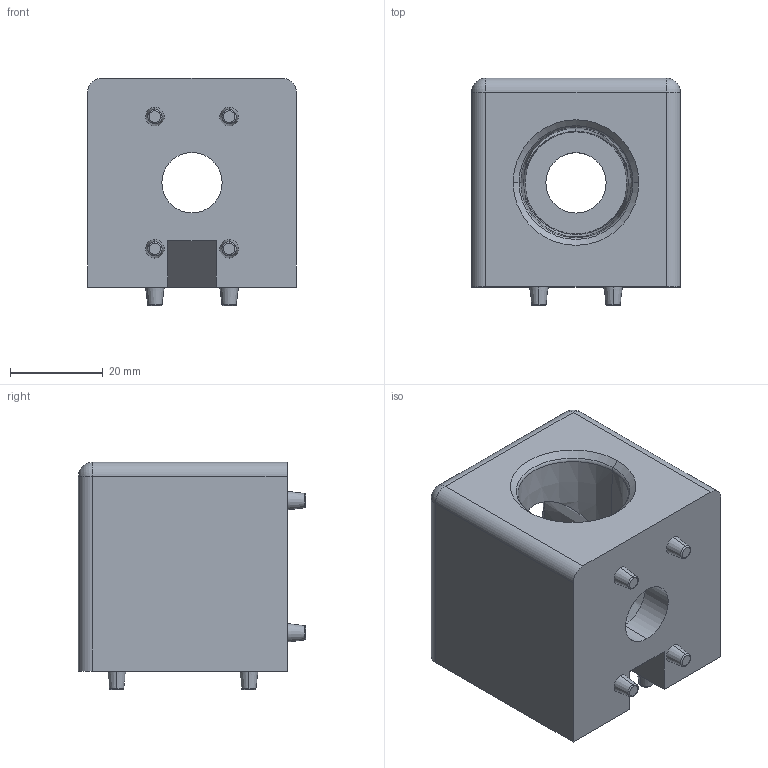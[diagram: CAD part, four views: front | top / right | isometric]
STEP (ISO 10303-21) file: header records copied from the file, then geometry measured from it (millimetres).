
FILE_DESCRIPTION (( 'STEP AP214' ), '1' );
FILE_NAME ('093ww453n10.STEP', '2014-08-21T06:27:44', ( '' ), ( '' ), 'SwSTEP 2.0', 'SolidWorks 2014', '' );
FILE_SCHEMA (( 'AUTOMOTIVE_DESIGN' ));
Length unit declared in the file: millimetre
Products named in the file (2): 093ww453n10r_093ww453n10r; 093ww453n10
Assembly tree (1 placements, depth 2):
  093ww453n10
    093ww453n10r_093ww453n10r
Bounding box: 45 x 49 x 49 mm (x, y, z)
Volume: 64756 mm3; surface area: 15370.9 mm2
Topology: 1 solids, 1 shells, 78 faces, 174 edges, 104 vertices
Faces by surface type: cone 28, torus 20, plane 19, cylinder 9, sphere 2
Entity records: 2449 total; most frequent: CARTESIAN_POINT 591, DIRECTION 426, ORIENTED_EDGE 344, AXIS2_PLACEMENT_3D 184, EDGE_CURVE 172, VERTEX_POINT 104, CIRCLE 102, EDGE_LOOP 92
